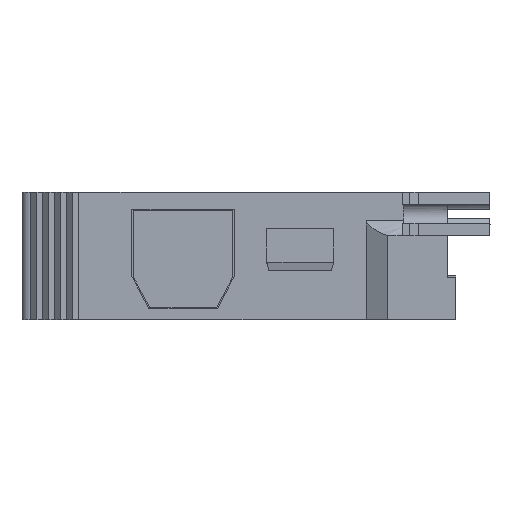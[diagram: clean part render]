
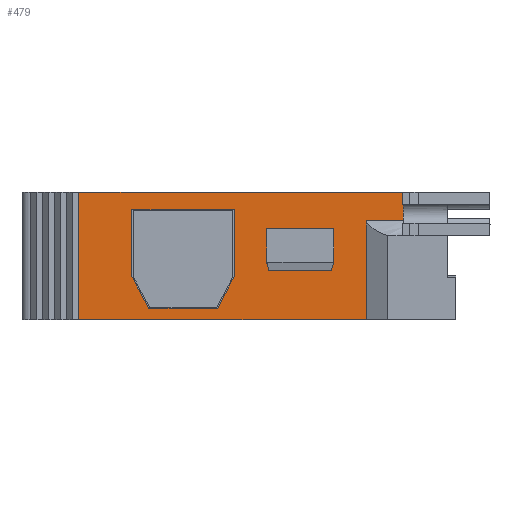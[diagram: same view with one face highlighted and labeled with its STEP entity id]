
A CAD part, left-side view. The second image highlights one B-rep face of the part: STEP entity #479.
In plain terms, the highlighted planar face has unit normal (-1, 0, 0).
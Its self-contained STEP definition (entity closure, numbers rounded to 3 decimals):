
#201=B_SPLINE_CURVE_WITH_KNOTS('',3,(#6388,#6389,#6390,#6391),
 .UNSPECIFIED.,.F.,.F.,(4,4),(0.,1.),.UNSPECIFIED.);
#274=FACE_BOUND('',#1098,.T.);
#275=FACE_BOUND('',#1099,.T.);
#276=FACE_BOUND('',#1100,.T.);
#479=ADVANCED_FACE('',(#274,#275,#276),#679,.T.);
#679=PLANE('',#4420);
#1098=EDGE_LOOP('',(#1815,#1816,#1817,#1818,#1819,#1820));
#1099=EDGE_LOOP('',(#1821,#1822,#1823,#1824));
#1100=EDGE_LOOP('',(#1825,#1826,#1827,#1828,#1829,#1830));
#1815=ORIENTED_EDGE('',*,*,#2995,.T.);
#1816=ORIENTED_EDGE('',*,*,#2986,.T.);
#1817=ORIENTED_EDGE('',*,*,#2988,.T.);
#1818=ORIENTED_EDGE('',*,*,#2990,.T.);
#1819=ORIENTED_EDGE('',*,*,#2992,.T.);
#1820=ORIENTED_EDGE('',*,*,#2994,.T.);
#1821=ORIENTED_EDGE('',*,*,#3042,.T.);
#1822=ORIENTED_EDGE('',*,*,#3040,.T.);
#1823=ORIENTED_EDGE('',*,*,#2999,.T.);
#1824=ORIENTED_EDGE('',*,*,#3033,.T.);
#1825=ORIENTED_EDGE('',*,*,#3043,.T.);
#1826=ORIENTED_EDGE('',*,*,#3044,.T.);
#1827=ORIENTED_EDGE('',*,*,#3045,.T.);
#1828=ORIENTED_EDGE('',*,*,#3046,.F.);
#1829=ORIENTED_EDGE('',*,*,#3047,.T.);
#1830=ORIENTED_EDGE('',*,*,#3048,.T.);
#2521=VERTEX_POINT('',#6245);
#2522=VERTEX_POINT('',#6247);
#2523=VERTEX_POINT('',#6251);
#2524=VERTEX_POINT('',#6255);
#2525=VERTEX_POINT('',#6259);
#2526=VERTEX_POINT('',#6263);
#2527=VERTEX_POINT('',#6269);
#2530=VERTEX_POINT('',#6274);
#2552=VERTEX_POINT('',#6353);
#2556=VERTEX_POINT('',#6380);
#2557=VERTEX_POINT('',#6386);
#2558=VERTEX_POINT('',#6387);
#2559=VERTEX_POINT('',#6392);
#2560=VERTEX_POINT('',#6394);
#2561=VERTEX_POINT('',#6396);
#2562=VERTEX_POINT('',#6398);
#2986=EDGE_CURVE('',#2521,#2522,#3514,.T.);
#2988=EDGE_CURVE('',#2522,#2523,#3516,.T.);
#2990=EDGE_CURVE('',#2523,#2524,#3518,.T.);
#2992=EDGE_CURVE('',#2524,#2525,#3520,.T.);
#2994=EDGE_CURVE('',#2525,#2526,#3522,.T.);
#2995=EDGE_CURVE('',#2526,#2521,#3523,.T.);
#2999=EDGE_CURVE('',#2527,#2530,#3525,.T.);
#3033=EDGE_CURVE('',#2530,#2552,#3556,.T.);
#3040=EDGE_CURVE('',#2556,#2527,#3561,.T.);
#3042=EDGE_CURVE('',#2552,#2556,#3562,.T.);
#3043=EDGE_CURVE('',#2557,#2558,#3563,.T.);
#3044=EDGE_CURVE('',#2558,#2559,#201,.T.);
#3045=EDGE_CURVE('',#2559,#2560,#3564,.T.);
#3046=EDGE_CURVE('',#2561,#2560,#3565,.T.);
#3047=EDGE_CURVE('',#2561,#2562,#3566,.T.);
#3048=EDGE_CURVE('',#2562,#2557,#3567,.T.);
#3514=LINE('',#6248,#4005);
#3516=LINE('',#6252,#4007);
#3518=LINE('',#6256,#4009);
#3520=LINE('',#6260,#4011);
#3522=LINE('',#6264,#4013);
#3523=LINE('',#6266,#4014);
#3525=LINE('',#6275,#4016);
#3556=LINE('',#6354,#4047);
#3561=LINE('',#6379,#4052);
#3562=LINE('',#6383,#4053);
#3563=LINE('',#6385,#4054);
#3564=LINE('',#6393,#4055);
#3565=LINE('',#6395,#4056);
#3566=LINE('',#6397,#4057);
#3567=LINE('',#6399,#4058);
#4005=VECTOR('',#5056,1.);
#4007=VECTOR('',#5060,1.);
#4009=VECTOR('',#5064,1.);
#4011=VECTOR('',#5068,1.);
#4013=VECTOR('',#5072,1.);
#4014=VECTOR('',#5075,1.);
#4016=VECTOR('',#5083,1.);
#4047=VECTOR('',#5142,1.);
#4052=VECTOR('',#5157,1.);
#4053=VECTOR('',#5162,1.);
#4054=VECTOR('',#5165,1.);
#4055=VECTOR('',#5166,1.);
#4056=VECTOR('',#5167,1.);
#4057=VECTOR('',#5168,1.);
#4058=VECTOR('',#5169,1.);
#4420=AXIS2_PLACEMENT_3D('',#6400,#5170,#5171);
#5056=DIRECTION('',(0.,0.,-1.));
#5060=DIRECTION('',(0.,0.467,-0.884));
#5064=DIRECTION('',(0.,1.,0.));
#5068=DIRECTION('',(0.,0.472,0.882));
#5072=DIRECTION('',(0.,0.,1.));
#5075=DIRECTION('',(0.,-1.,0.));
#5083=DIRECTION('',(0.,0.,-1.));
#5142=DIRECTION('',(0.,1.,0.));
#5157=DIRECTION('',(0.,-1.,0.));
#5162=DIRECTION('',(0.,0.,1.));
#5165=DIRECTION('',(0.,-1.,0.));
#5166=DIRECTION('',(0.,1.,0.));
#5167=DIRECTION('',(0.,0.,1.));
#5168=DIRECTION('',(0.,-1.,0.));
#5169=DIRECTION('',(0.,0.,1.));
#5170=DIRECTION('',(-1.,0.,0.));
#5171=DIRECTION('',(0.,-1.,0.));
#6245=CARTESIAN_POINT('',(-7.505,59.895,-110.586));
#6247=CARTESIAN_POINT('',(-7.505,59.895,-118.486));
#6248=CARTESIAN_POINT('',(-7.505,59.895,-110.586));
#6251=CARTESIAN_POINT('',(-7.505,61.849,-122.186));
#6252=CARTESIAN_POINT('',(-7.505,59.895,-118.486));
#6255=CARTESIAN_POINT('',(-7.505,69.917,-122.186));
#6256=CARTESIAN_POINT('',(-7.505,61.849,-122.186));
#6259=CARTESIAN_POINT('',(-7.505,71.895,-118.486));
#6260=CARTESIAN_POINT('',(-7.505,69.917,-122.186));
#6263=CARTESIAN_POINT('',(-7.505,71.895,-110.586));
#6264=CARTESIAN_POINT('',(-7.505,71.895,-118.486));
#6266=CARTESIAN_POINT('',(-7.505,71.895,-110.586));
#6269=CARTESIAN_POINT('',(-7.505,50.72,-112.806));
#6274=CARTESIAN_POINT('',(-7.505,50.72,-117.786));
#6275=CARTESIAN_POINT('',(-7.505,50.72,-112.806));
#6353=CARTESIAN_POINT('',(-7.505,53.52,-117.786));
#6354=CARTESIAN_POINT('',(-7.505,50.72,-117.786));
#6379=CARTESIAN_POINT('',(-7.505,53.52,-112.806));
#6380=CARTESIAN_POINT('',(-7.505,53.52,-112.806));
#6383=CARTESIAN_POINT('',(-7.505,53.52,-117.786));
#6385=CARTESIAN_POINT('',(-7.505,44.382,-111.919));
#6386=CARTESIAN_POINT('',(-7.505,44.382,-111.919));
#6387=CARTESIAN_POINT('',(-7.505,39.945,-111.919));
#6388=CARTESIAN_POINT('',(-7.505,39.945,-111.919));
#6389=CARTESIAN_POINT('',(-7.505,39.945,-110.792));
#6390=CARTESIAN_POINT('',(-7.505,39.945,-109.664));
#6391=CARTESIAN_POINT('',(-7.505,39.945,-108.536));
#6392=CARTESIAN_POINT('',(-7.505,39.945,-108.536));
#6393=CARTESIAN_POINT('',(-7.505,39.945,-108.536));
#6394=CARTESIAN_POINT('',(-7.505,78.136,-108.536));
#6395=CARTESIAN_POINT('',(-7.505,78.136,-123.536));
#6396=CARTESIAN_POINT('',(-7.505,78.136,-123.536));
#6397=CARTESIAN_POINT('',(-7.505,78.136,-123.536));
#6398=CARTESIAN_POINT('',(-7.505,44.382,-123.536));
#6399=CARTESIAN_POINT('',(-7.505,44.382,-123.536));
#6400=CARTESIAN_POINT('',(-7.505,78.236,-123.636));
